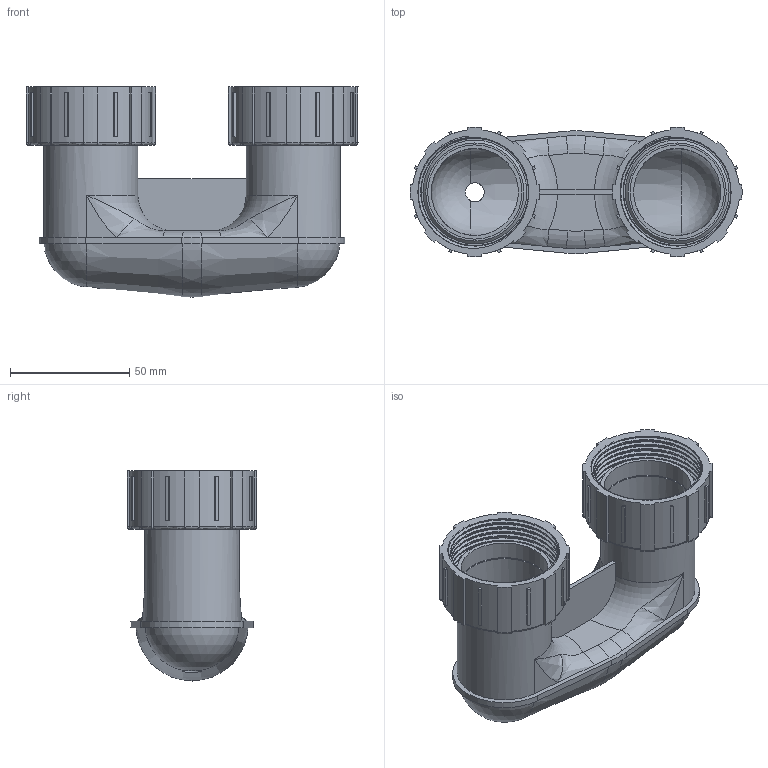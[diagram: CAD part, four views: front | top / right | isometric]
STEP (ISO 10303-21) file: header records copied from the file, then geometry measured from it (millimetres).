
FILE_DESCRIPTION(/* description */ (''),/* implementation_level */ '2;1');
FILE_NAME(/* name */ '40mm Short P Trap PVC Caroma U Bend Only.step',/* time_stamp */ '2020-10-28T15:38:02+11:00',/* author */ (''),/* organization */ (''),/* preprocessor_version */ 'ST-DEVELOPER v18.1',/* originating_system */ 'Autodesk Translation Framework v9.3.0.1241',/* authorisation */ '');
FILE_SCHEMA (('AUTOMOTIVE_DESIGN { 1 0 10303 214 3 1 1 }'));
Length unit declared in the file: millimetre
Products named in the file (5): 40mm Short P Trap PVC Caroma U Bend Only; Rings; Ring 1; Ring 2; U Bend
Assembly tree (4 placements, depth 3):
  40mm Short P Trap PVC Caroma U Bend Only
    Rings
      Ring 1
      Ring 2
    U Bend
Bounding box: 139.46 x 54.46 x 88.3 mm (x, y, z)
Volume: 70460.3 mm3; surface area: 75274.8 mm2
Topology: 3 solids, 3 shells, 355 faces, 871 edges, 540 vertices
Faces by surface type: plane 138, cylinder 129, torus 46, bspline 30, cone 8, sphere 4
Full cylindrical faces by diameter (mm): 8 x1, 36.6 x4, 39.6 x4, 40.3 x2, 40.6 x2, 43.6 x2, 47.803 x14
Entity records: 20456 total; most frequent: CARTESIAN_POINT 12194, ORIENTED_EDGE 1726, DIRECTION 1639, EDGE_CURVE 863, AXIS2_PLACEMENT_3D 618, VERTEX_POINT 540, LINE 403, VECTOR 403
